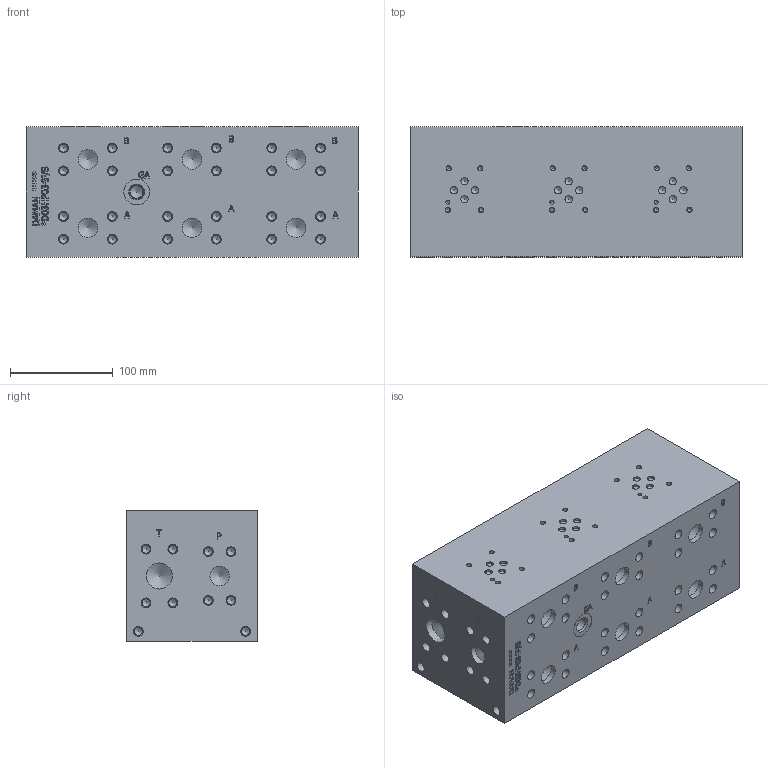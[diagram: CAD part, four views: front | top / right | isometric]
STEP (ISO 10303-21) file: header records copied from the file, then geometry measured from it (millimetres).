
FILE_DESCRIPTION(/* description */ (''),/* implementation_level */ '2;1');
FILE_NAME(/* name */ '_D03HP034F_S.stp',/* time_stamp */ '2021-07-26T13:27:42-04:00',/* author */ ('anthonyv'),/* organization */ (''),/* preprocessor_version */ 'ST-DEVELOPER v18.1',/* originating_system */ 'Autodesk Inventor 2021',/* authorisation */ '');
FILE_SCHEMA (('AUTOMOTIVE_DESIGN { 1 0 10303 214 3 1 1 }'));
Length unit declared in the file: millimetre
Products named in the file (1): _D03HP034F_S
Bounding box: 323.85 x 127 x 127 mm (x, y, z)
Volume: 5080188.8 mm3; surface area: 244568.5 mm2
Topology: 1 solids, 1 shells, 860 faces, 2378 edges, 1634 vertices
Faces by surface type: plane 448, bspline 174, cylinder 149, cone 89
Full cylindrical faces by diameter (mm): 3.962 x3, 4.216 x12, 5.004 x12, 7.137 x12, 7.925 x44, 9.525 x44, 12.294 x1, 12.9 x1, 14.275 x1, 14.529 x1, 17.475 x1, 19.05 x8, 22.225 x1, 23.698 x1, 25.019 x1, 25.4 x3, 26.187 x1, 27.381 x1, 33.325 x1
Entity records: 28777 total; most frequent: CARTESIAN_POINT 7052, ORIENTED_EDGE 4590, DIRECTION 3860, EDGE_CURVE 2295, VERTEX_POINT 1634, LINE 1408, VECTOR 1408, AXIS2_PLACEMENT_3D 1226
